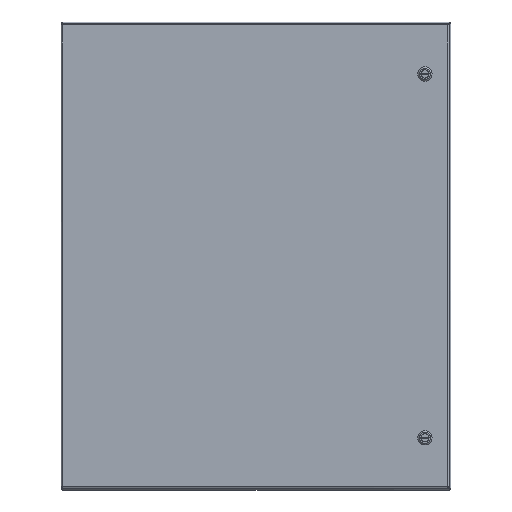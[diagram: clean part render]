
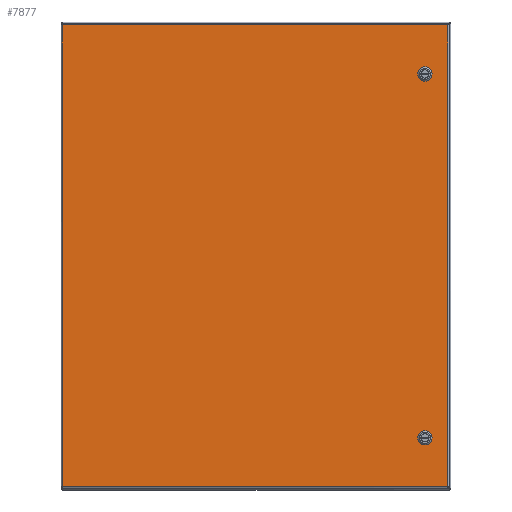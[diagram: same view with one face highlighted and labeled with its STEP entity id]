
A CAD part, top view. The second image highlights one B-rep face of the part: STEP entity #7877.
In plain terms, the highlighted face is planar.
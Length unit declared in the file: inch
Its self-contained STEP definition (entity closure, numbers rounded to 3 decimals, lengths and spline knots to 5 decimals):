
#5802=CARTESIAN_POINT('',(2.08762,4.275,0.0));
#5803=VERTEX_POINT('',#5802);
#5810=CARTESIAN_POINT('',(2.275,4.08762,0.0));
#5811=VERTEX_POINT('',#5810);
#5812=CARTESIAN_POINT('',(1.875,3.875,0.0));
#5813=DIRECTION('',(0.0,0.0,1.0));
#5814=DIRECTION('',(-0.469,-0.883,0.0));
#5815=AXIS2_PLACEMENT_3D('',#5812,#5813,#5814);
#5816=CIRCLE('',#5815,0.453);
#5817=EDGE_CURVE('',#5811,#5803,#5816,.T.);
#5842=CARTESIAN_POINT('',(2.275,3.66238,0.0));
#5843=VERTEX_POINT('',#5842);
#5844=CARTESIAN_POINT('',(2.275,3.66238,0.0));
#5845=DIRECTION('',(0.0,1.0,0.0));
#5846=VECTOR('',#5845,0.42525);
#5847=LINE('',#5844,#5846);
#5848=EDGE_CURVE('',#5843,#5811,#5847,.T.);
#5874=CARTESIAN_POINT('',(2.08762,3.475,0.0));
#5875=VERTEX_POINT('',#5874);
#5876=CARTESIAN_POINT('',(1.875,3.875,0.0));
#5877=DIRECTION('',(0.0,0.0,1.0));
#5878=DIRECTION('',(-0.883,0.469,0.0));
#5879=AXIS2_PLACEMENT_3D('',#5876,#5877,#5878);
#5880=CIRCLE('',#5879,0.453);
#5881=EDGE_CURVE('',#5875,#5843,#5880,.T.);
#5906=CARTESIAN_POINT('',(1.66238,3.475,0.0));
#5907=VERTEX_POINT('',#5906);
#5908=CARTESIAN_POINT('',(1.66238,3.475,0.0));
#5909=DIRECTION('',(1.0,0.0,0.0));
#5910=VECTOR('',#5909,0.42525);
#5911=LINE('',#5908,#5910);
#5912=EDGE_CURVE('',#5907,#5875,#5911,.T.);
#5938=CARTESIAN_POINT('',(1.475,3.66238,0.0));
#5939=VERTEX_POINT('',#5938);
#5940=CARTESIAN_POINT('',(1.875,3.875,0.0));
#5941=DIRECTION('',(0.0,0.0,1.0));
#5942=DIRECTION('',(0.469,0.883,0.0));
#5943=AXIS2_PLACEMENT_3D('',#5940,#5941,#5942);
#5944=CIRCLE('',#5943,0.453);
#5945=EDGE_CURVE('',#5939,#5907,#5944,.T.);
#5970=CARTESIAN_POINT('',(1.475,4.08762,0.0));
#5971=VERTEX_POINT('',#5970);
#5972=CARTESIAN_POINT('',(1.475,4.08762,0.0));
#5973=DIRECTION('',(0.0,-1.0,0.0));
#5974=VECTOR('',#5973,0.42525);
#5975=LINE('',#5972,#5974);
#5976=EDGE_CURVE('',#5971,#5939,#5975,.T.);
#6002=CARTESIAN_POINT('',(1.66238,4.275,0.0));
#6003=VERTEX_POINT('',#6002);
#6004=CARTESIAN_POINT('',(1.875,3.875,0.0));
#6005=DIRECTION('',(0.0,0.0,1.0));
#6006=DIRECTION('',(0.883,-0.469,0.0));
#6007=AXIS2_PLACEMENT_3D('',#6004,#6005,#6006);
#6008=CIRCLE('',#6007,0.453);
#6009=EDGE_CURVE('',#6003,#5971,#6008,.T.);
#6032=CARTESIAN_POINT('',(2.08762,4.275,0.0));
#6033=DIRECTION('',(-1.0,0.0,0.0));
#6034=VECTOR('',#6033,0.42525);
#6035=LINE('',#6032,#6034);
#6036=EDGE_CURVE('',#5803,#6003,#6035,.T.);
#6058=CARTESIAN_POINT('',(2.08762,32.275,0.0));
#6059=VERTEX_POINT('',#6058);
#6066=CARTESIAN_POINT('',(2.275,32.08762,0.0));
#6067=VERTEX_POINT('',#6066);
#6068=CARTESIAN_POINT('',(1.875,31.875,0.0));
#6069=DIRECTION('',(0.0,0.0,1.0));
#6070=DIRECTION('',(-0.469,-0.883,0.0));
#6071=AXIS2_PLACEMENT_3D('',#6068,#6069,#6070);
#6072=CIRCLE('',#6071,0.453);
#6073=EDGE_CURVE('',#6067,#6059,#6072,.T.);
#6098=CARTESIAN_POINT('',(2.275,31.66238,0.0));
#6099=VERTEX_POINT('',#6098);
#6100=CARTESIAN_POINT('',(2.275,31.66238,0.0));
#6101=DIRECTION('',(0.0,1.0,0.0));
#6102=VECTOR('',#6101,0.42525);
#6103=LINE('',#6100,#6102);
#6104=EDGE_CURVE('',#6099,#6067,#6103,.T.);
#6130=CARTESIAN_POINT('',(2.08762,31.475,0.0));
#6131=VERTEX_POINT('',#6130);
#6132=CARTESIAN_POINT('',(1.875,31.875,0.0));
#6133=DIRECTION('',(0.0,0.0,1.0));
#6134=DIRECTION('',(-0.883,0.469,0.0));
#6135=AXIS2_PLACEMENT_3D('',#6132,#6133,#6134);
#6136=CIRCLE('',#6135,0.453);
#6137=EDGE_CURVE('',#6131,#6099,#6136,.T.);
#6162=CARTESIAN_POINT('',(1.66238,31.475,0.0));
#6163=VERTEX_POINT('',#6162);
#6164=CARTESIAN_POINT('',(1.66238,31.475,0.0));
#6165=DIRECTION('',(1.0,0.0,0.0));
#6166=VECTOR('',#6165,0.42525);
#6167=LINE('',#6164,#6166);
#6168=EDGE_CURVE('',#6163,#6131,#6167,.T.);
#6194=CARTESIAN_POINT('',(1.475,31.66238,0.0));
#6195=VERTEX_POINT('',#6194);
#6196=CARTESIAN_POINT('',(1.875,31.875,0.0));
#6197=DIRECTION('',(0.0,0.0,1.0));
#6198=DIRECTION('',(0.469,0.883,0.0));
#6199=AXIS2_PLACEMENT_3D('',#6196,#6197,#6198);
#6200=CIRCLE('',#6199,0.453);
#6201=EDGE_CURVE('',#6195,#6163,#6200,.T.);
#6226=CARTESIAN_POINT('',(1.475,32.08762,0.0));
#6227=VERTEX_POINT('',#6226);
#6228=CARTESIAN_POINT('',(1.475,32.08762,0.0));
#6229=DIRECTION('',(0.0,-1.0,0.0));
#6230=VECTOR('',#6229,0.42525);
#6231=LINE('',#6228,#6230);
#6232=EDGE_CURVE('',#6227,#6195,#6231,.T.);
#6258=CARTESIAN_POINT('',(1.66238,32.275,0.0));
#6259=VERTEX_POINT('',#6258);
#6260=CARTESIAN_POINT('',(1.875,31.875,0.0));
#6261=DIRECTION('',(0.0,0.0,1.0));
#6262=DIRECTION('',(0.883,-0.469,0.0));
#6263=AXIS2_PLACEMENT_3D('',#6260,#6261,#6262);
#6264=CIRCLE('',#6263,0.453);
#6265=EDGE_CURVE('',#6259,#6227,#6264,.T.);
#6288=CARTESIAN_POINT('',(2.08762,32.275,0.0));
#6289=DIRECTION('',(-1.0,0.0,0.0));
#6290=VECTOR('',#6289,0.42525);
#6291=LINE('',#6288,#6290);
#6292=EDGE_CURVE('',#6059,#6259,#6291,.T.);
#6875=CARTESIAN_POINT('',(29.76975,0.10525,0.));
#6876=VERTEX_POINT('',#6875);
#6887=CARTESIAN_POINT('',(29.76975,35.64475,0.));
#6888=VERTEX_POINT('',#6887);
#6889=CARTESIAN_POINT('',(29.76975,35.64475,0.0));
#6890=DIRECTION('',(0.0,-1.0,0.0));
#6891=VECTOR('',#6890,35.5395);
#6892=LINE('',#6889,#6891);
#6893=EDGE_CURVE('',#6888,#6876,#6892,.T.);
#7045=CARTESIAN_POINT('',(0.10525,0.10525,0.));
#7046=VERTEX_POINT('',#7045);
#7057=CARTESIAN_POINT('',(29.76975,0.10525,0.0));
#7058=DIRECTION('',(-1.0,0.0,0.0));
#7059=VECTOR('',#7058,29.6645);
#7060=LINE('',#7057,#7059);
#7061=EDGE_CURVE('',#6876,#7046,#7060,.T.);
#7322=CARTESIAN_POINT('',(0.10525,35.64475,0.));
#7323=VERTEX_POINT('',#7322);
#7334=CARTESIAN_POINT('',(0.10525,0.10525,0.0));
#7335=DIRECTION('',(0.0,1.0,0.0));
#7336=VECTOR('',#7335,35.5395);
#7337=LINE('',#7334,#7336);
#7338=EDGE_CURVE('',#7046,#7323,#7337,.T.);
#7603=CARTESIAN_POINT('',(0.10525,35.64475,0.0));
#7604=DIRECTION('',(1.0,0.0,0.0));
#7605=VECTOR('',#7604,29.6645);
#7606=LINE('',#7603,#7605);
#7607=EDGE_CURVE('',#7323,#6888,#7606,.T.);
#7846=CARTESIAN_POINT('',(14.9375,17.875,0.0));
#7847=DIRECTION('',(0.0,0.0,1.0));
#7848=DIRECTION('',(1.0,0.0,0.0));
#7849=AXIS2_PLACEMENT_3D('',#7846,#7847,#7848);
#7850=PLANE('',#7849);
#7851=ORIENTED_EDGE('',*,*,#6893,.T.);
#7852=ORIENTED_EDGE('',*,*,#7061,.T.);
#7853=ORIENTED_EDGE('',*,*,#7338,.T.);
#7854=ORIENTED_EDGE('',*,*,#7607,.T.);
#7855=EDGE_LOOP('',(#7851,#7852,#7853,#7854));
#7856=FACE_OUTER_BOUND('',#7855,.T.);
#7857=ORIENTED_EDGE('',*,*,#5817,.T.);
#7858=ORIENTED_EDGE('',*,*,#6036,.T.);
#7859=ORIENTED_EDGE('',*,*,#6009,.T.);
#7860=ORIENTED_EDGE('',*,*,#5976,.T.);
#7861=ORIENTED_EDGE('',*,*,#5945,.T.);
#7862=ORIENTED_EDGE('',*,*,#5912,.T.);
#7863=ORIENTED_EDGE('',*,*,#5881,.T.);
#7864=ORIENTED_EDGE('',*,*,#5848,.T.);
#7865=EDGE_LOOP('',(#7857,#7858,#7859,#7860,#7861,#7862,#7863,#7864));
#7866=FACE_BOUND('',#7865,.T.);
#7867=ORIENTED_EDGE('',*,*,#6073,.T.);
#7868=ORIENTED_EDGE('',*,*,#6292,.T.);
#7869=ORIENTED_EDGE('',*,*,#6265,.T.);
#7870=ORIENTED_EDGE('',*,*,#6232,.T.);
#7871=ORIENTED_EDGE('',*,*,#6201,.T.);
#7872=ORIENTED_EDGE('',*,*,#6168,.T.);
#7873=ORIENTED_EDGE('',*,*,#6137,.T.);
#7874=ORIENTED_EDGE('',*,*,#6104,.T.);
#7875=EDGE_LOOP('',(#7867,#7868,#7869,#7870,#7871,#7872,#7873,#7874));
#7876=FACE_BOUND('',#7875,.T.);
#7877=ADVANCED_FACE('',(#7856,#7866,#7876),#7850,.F.);
